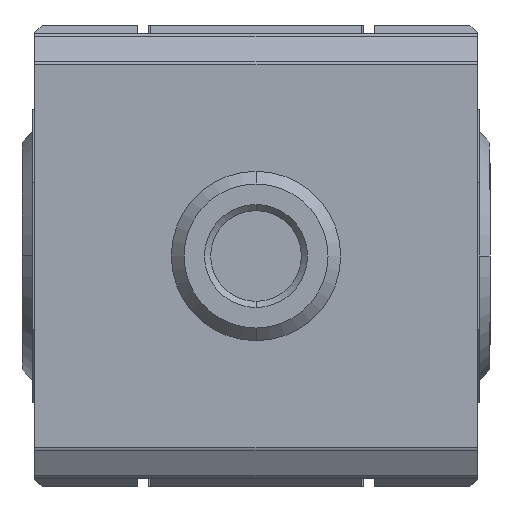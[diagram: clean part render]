
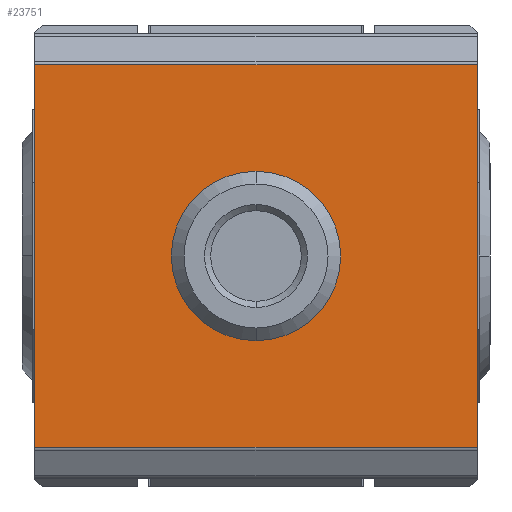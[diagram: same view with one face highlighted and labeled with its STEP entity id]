
A CAD part, front view. The second image highlights one B-rep face of the part: STEP entity #23751.
In plain terms, the highlighted planar face has unit normal (0, -1, 0).
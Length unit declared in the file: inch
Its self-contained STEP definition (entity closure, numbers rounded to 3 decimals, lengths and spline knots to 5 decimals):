
#76 = EDGE_CURVE ( 'NONE', #7943, #10549, #6642, .T. ) ;
#1502 = DIRECTION ( 'NONE',  ( -1., 0., 0. ) ) ;
#1727 = AXIS2_PLACEMENT_3D ( 'NONE', #31255, #19913, #15353 ) ;
#2137 = ORIENTED_EDGE ( 'NONE', *, *, #76, .F. ) ;
#2599 = CARTESIAN_POINT ( 'NONE',  ( 0., -1.00787, 0. ) ) ;
#4886 = VERTEX_POINT ( 'NONE', #7381 ) ;
#4894 = EDGE_CURVE ( 'NONE', #5964, #7943, #10013, .T. ) ;
#5336 = ORIENTED_EDGE ( 'NONE', *, *, #29794, .F. ) ;
#5778 = CARTESIAN_POINT ( 'NONE',  ( 0.82283, -1.00787, 0.71021 ) ) ;
#5964 = VERTEX_POINT ( 'NONE', #23428 ) ;
#6281 = EDGE_CURVE ( 'NONE', #10549, #19160, #29767, .T. ) ;
#6642 = LINE ( 'NONE', #18104, #18544 ) ;
#7089 = LINE ( 'NONE', #24767, #13766 ) ;
#7142 = CARTESIAN_POINT ( 'NONE',  ( 0.82283, -1.00787, -0.71021 ) ) ;
#7381 = CARTESIAN_POINT ( 'NONE',  ( 0., -1.00787, -0.31496 ) ) ;
#7943 = VERTEX_POINT ( 'NONE', #5778 ) ;
#10013 = LINE ( 'NONE', #36591, #15712 ) ;
#10080 = AXIS2_PLACEMENT_3D ( 'NONE', #2599, #30866, #28403 ) ;
#10549 = VERTEX_POINT ( 'NONE', #32326 ) ;
#11413 = VECTOR ( 'NONE', #1502, 39.37008 ) ;
#12668 = CARTESIAN_POINT ( 'NONE',  ( 0., -1.00787, 0. ) ) ;
#13766 = VECTOR ( 'NONE', #33273, 39.37008 ) ;
#14080 = EDGE_CURVE ( 'NONE', #5964, #19160, #7089, .T. ) ;
#15353 = DIRECTION ( 'NONE',  ( 0., 0., 1. ) ) ;
#15712 = VECTOR ( 'NONE', #30559, 39.37008 ) ;
#18104 = CARTESIAN_POINT ( 'NONE',  ( 0.82283, -1.00787, 0.80315 ) ) ;
#18129 = DIRECTION ( 'NONE',  ( 0., 0., -1. ) ) ;
#18334 = DIRECTION ( 'NONE',  ( 0., -1., 0. ) ) ;
#18397 = ORIENTED_EDGE ( 'NONE', *, *, #14080, .T. ) ;
#18544 = VECTOR ( 'NONE', #28089, 39.37008 ) ;
#19160 = VERTEX_POINT ( 'NONE', #22662 ) ;
#19913 = DIRECTION ( 'NONE',  ( 0., 1., 0. ) ) ;
#22662 = CARTESIAN_POINT ( 'NONE',  ( -0.82283, -1.00787, -0.71021 ) ) ;
#23428 = CARTESIAN_POINT ( 'NONE',  ( -0.82283, -1.00787, 0.71021 ) ) ;
#23751 = ADVANCED_FACE ( 'NONE', ( #32506, #34465 ), #32335, .F. ) ;
#23919 = ORIENTED_EDGE ( 'NONE', *, *, #4894, .F. ) ;
#24524 = EDGE_CURVE ( 'NONE', #32634, #4886, #34770, .T. ) ;
#24767 = CARTESIAN_POINT ( 'NONE',  ( -0.82283, -1.00787, 0.80315 ) ) ;
#25745 = EDGE_LOOP ( 'NONE', ( #30038, #2137, #23919, #18397 ) ) ;
#25872 = CARTESIAN_POINT ( 'NONE',  ( 0., -1.00787, 0.31496 ) ) ;
#26274 = EDGE_LOOP ( 'NONE', ( #5336, #33915 ) ) ;
#27942 = AXIS2_PLACEMENT_3D ( 'NONE', #12668, #18334, #18129 ) ;
#28089 = DIRECTION ( 'NONE',  ( 0., 0., -1. ) ) ;
#28403 = DIRECTION ( 'NONE',  ( 0., 0., -1. ) ) ;
#29761 = CIRCLE ( 'NONE', #27942, 0.31496 ) ;
#29767 = LINE ( 'NONE', #7142, #11413 ) ;
#29794 = EDGE_CURVE ( 'NONE', #4886, #32634, #29761, .T. ) ;
#30038 = ORIENTED_EDGE ( 'NONE', *, *, #6281, .F. ) ;
#30559 = DIRECTION ( 'NONE',  ( 1., 0., 0. ) ) ;
#30866 = DIRECTION ( 'NONE',  ( 0., -1., 0. ) ) ;
#31255 = CARTESIAN_POINT ( 'NONE',  ( 0.82283, -1.00787, 0.71021 ) ) ;
#32326 = CARTESIAN_POINT ( 'NONE',  ( 0.82283, -1.00787, -0.71021 ) ) ;
#32335 = PLANE ( 'NONE',  #1727 ) ;
#32506 = FACE_OUTER_BOUND ( 'NONE', #25745, .T. ) ;
#32634 = VERTEX_POINT ( 'NONE', #25872 ) ;
#33273 = DIRECTION ( 'NONE',  ( 0., 0., -1. ) ) ;
#33915 = ORIENTED_EDGE ( 'NONE', *, *, #24524, .F. ) ;
#34465 = FACE_BOUND ( 'NONE', #26274, .T. ) ;
#34770 = CIRCLE ( 'NONE', #10080, 0.31496 ) ;
#36591 = CARTESIAN_POINT ( 'NONE',  ( 0.82283, -1.00787, 0.71021 ) ) ;
